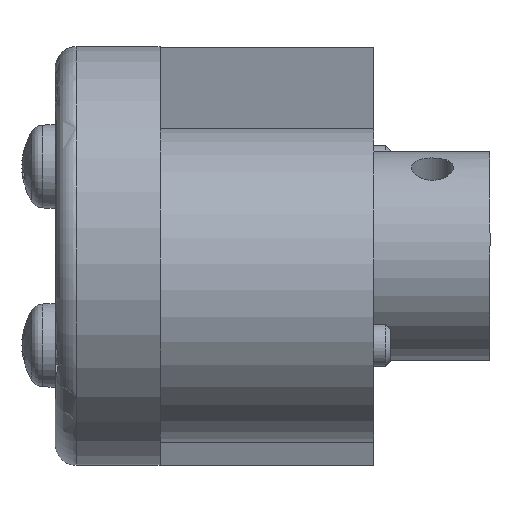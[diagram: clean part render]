
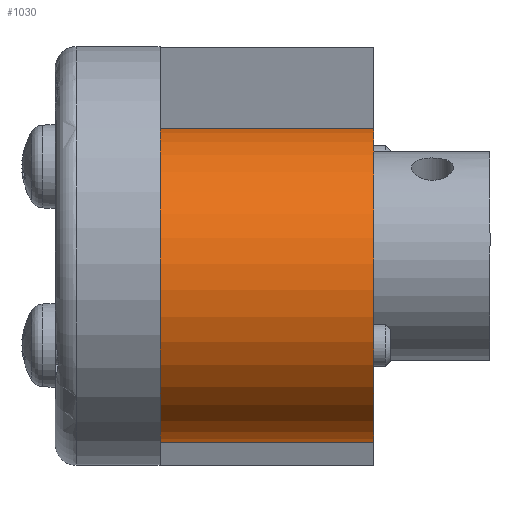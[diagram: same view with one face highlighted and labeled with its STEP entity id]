
A CAD part, top view. The second image highlights one B-rep face of the part: STEP entity #1030.
In plain terms, the highlighted cylindrical face has radius 7.5 mm (diameter 15 mm), a partial arc.
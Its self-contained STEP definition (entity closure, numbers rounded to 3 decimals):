
#149=FACE_OUTER_BOUND('',#206,.T.);
#206=EDGE_LOOP('',(#732,#733,#734,#735));
#285=LINE('',#1680,#330);
#291=LINE('',#1695,#336);
#330=VECTOR('',#1339,10.);
#336=VECTOR('',#1353,10.);
#382=CIRCLE('',#1165,7.5);
#383=CIRCLE('',#1166,7.5);
#454=VERTEX_POINT('',#1677);
#455=VERTEX_POINT('',#1679);
#459=VERTEX_POINT('',#1691);
#460=VERTEX_POINT('',#1693);
#562=EDGE_CURVE('',#454,#455,#285,.T.);
#570=EDGE_CURVE('',#459,#460,#291,.T.);
#571=EDGE_CURVE('',#454,#459,#382,.T.);
#572=EDGE_CURVE('',#455,#460,#383,.T.);
#732=ORIENTED_EDGE('',*,*,#571,.T.);
#733=ORIENTED_EDGE('',*,*,#570,.T.);
#734=ORIENTED_EDGE('',*,*,#572,.F.);
#735=ORIENTED_EDGE('',*,*,#562,.F.);
#1009=CYLINDRICAL_SURFACE('',#1164,7.5);
#1030=ADVANCED_FACE('',(#149),#1009,.T.);
#1164=AXIS2_PLACEMENT_3D('',#1696,#1354,#1355);
#1165=AXIS2_PLACEMENT_3D('',#1697,#1356,#1357);
#1166=AXIS2_PLACEMENT_3D('',#1698,#1358,#1359);
#1339=DIRECTION('',(0.,0.,1.));
#1353=DIRECTION('',(0.,0.,1.));
#1354=DIRECTION('center_axis',(0.,0.,1.));
#1355=DIRECTION('ref_axis',(1.,0.,0.));
#1356=DIRECTION('center_axis',(0.,0.,1.));
#1357=DIRECTION('ref_axis',(1.,0.,0.));
#1358=DIRECTION('center_axis',(0.,0.,1.));
#1359=DIRECTION('ref_axis',(1.,0.,0.));
#1677=CARTESIAN_POINT('',(40.469,-7.485,0.));
#1679=CARTESIAN_POINT('',(40.469,-7.485,10.2));
#1680=CARTESIAN_POINT('',(40.469,-7.485,0.));
#1691=CARTESIAN_POINT('',(40.469,7.485,0.));
#1693=CARTESIAN_POINT('',(40.469,7.485,10.2));
#1695=CARTESIAN_POINT('',(40.469,7.485,0.));
#1696=CARTESIAN_POINT('Origin',(40.,0.,0.));
#1697=CARTESIAN_POINT('Origin',(40.,0.,0.));
#1698=CARTESIAN_POINT('Origin',(40.,0.,10.2));
